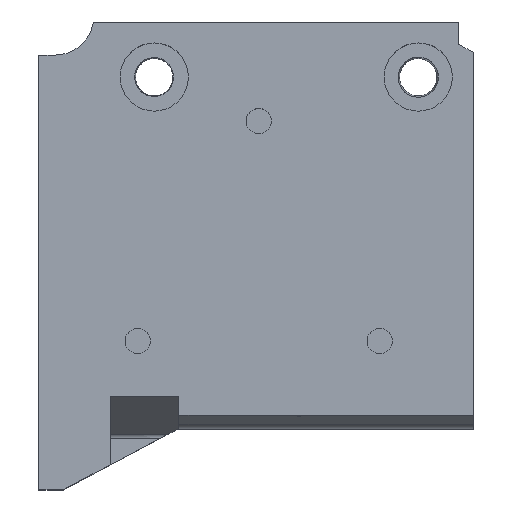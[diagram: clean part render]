
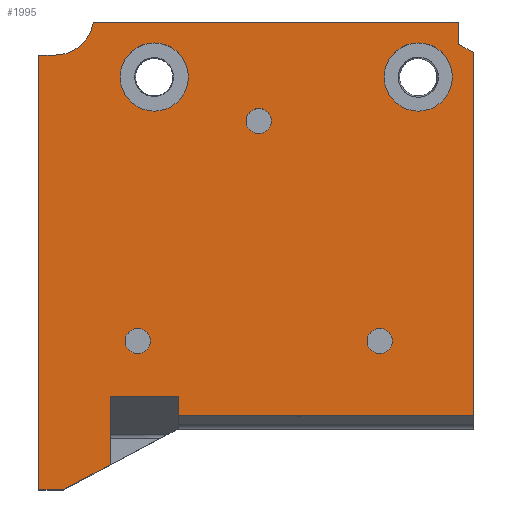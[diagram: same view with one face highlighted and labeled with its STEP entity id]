
A CAD part, top view. The second image highlights one B-rep face of the part: STEP entity #1995.
In plain terms, the highlighted planar face has unit normal (0, 0, 1).
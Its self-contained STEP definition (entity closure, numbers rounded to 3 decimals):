
#69=FACE_BOUND('',#414,.T.);
#70=FACE_BOUND('',#415,.T.);
#71=FACE_BOUND('',#416,.T.);
#72=FACE_BOUND('',#417,.T.);
#73=FACE_BOUND('',#418,.T.);
#89=CIRCLE('',#2140,1.15);
#91=CIRCLE('',#2144,1.15);
#93=CIRCLE('',#2148,1.15);
#95=CIRCLE('',#2153,3.5);
#96=CIRCLE('',#2154,3.1);
#97=CIRCLE('',#2155,3.1);
#98=CIRCLE('',#2156,3.1);
#99=CIRCLE('',#2157,3.1);
#288=FACE_OUTER_BOUND('',#413,.T.);
#413=EDGE_LOOP('',(#1385,#1386,#1387,#1388,#1389,#1390,#1391,#1392,#1393,
#1394,#1395,#1396,#1397,#1398));
#414=EDGE_LOOP('',(#1399));
#415=EDGE_LOOP('',(#1400));
#416=EDGE_LOOP('',(#1401));
#417=EDGE_LOOP('',(#1402,#1403));
#418=EDGE_LOOP('',(#1404,#1405));
#560=LINE('',#2951,#680);
#566=LINE('',#2980,#686);
#570=LINE('',#2990,#690);
#571=LINE('',#2992,#691);
#572=LINE('',#2994,#692);
#573=LINE('',#2996,#693);
#574=LINE('',#2998,#694);
#575=LINE('',#3000,#695);
#576=LINE('',#3002,#696);
#577=LINE('',#3004,#697);
#578=LINE('',#3005,#698);
#579=LINE('',#3007,#699);
#580=LINE('',#3008,#700);
#680=VECTOR('',#2349,1000.);
#686=VECTOR('',#2383,1000.);
#690=VECTOR('',#2391,1000.);
#691=VECTOR('',#2392,1000.);
#692=VECTOR('',#2393,1000.);
#693=VECTOR('',#2394,1000.);
#694=VECTOR('',#2395,1000.);
#695=VECTOR('',#2396,10.);
#696=VECTOR('',#2397,10.);
#697=VECTOR('',#2398,1000.);
#698=VECTOR('',#2399,1000.);
#699=VECTOR('',#2400,1000.);
#700=VECTOR('',#2401,1000.);
#834=VERTEX_POINT('',#2948);
#835=VERTEX_POINT('',#2950);
#837=VERTEX_POINT('',#2957);
#839=VERTEX_POINT('',#2964);
#841=VERTEX_POINT('',#2971);
#843=VERTEX_POINT('',#2978);
#844=VERTEX_POINT('',#2979);
#847=VERTEX_POINT('',#2987);
#848=VERTEX_POINT('',#2989);
#849=VERTEX_POINT('',#2991);
#850=VERTEX_POINT('',#2993);
#851=VERTEX_POINT('',#2995);
#852=VERTEX_POINT('',#2997);
#853=VERTEX_POINT('',#2999);
#854=VERTEX_POINT('',#3001);
#855=VERTEX_POINT('',#3003);
#856=VERTEX_POINT('',#3006);
#857=VERTEX_POINT('',#3009);
#858=VERTEX_POINT('',#3010);
#859=VERTEX_POINT('',#3013);
#860=VERTEX_POINT('',#3014);
#1039=EDGE_CURVE('',#835,#834,#560,.T.);
#1043=EDGE_CURVE('',#837,#837,#89,.T.);
#1046=EDGE_CURVE('',#839,#839,#91,.T.);
#1049=EDGE_CURVE('',#841,#841,#93,.T.);
#1052=EDGE_CURVE('',#843,#844,#566,.T.);
#1056=EDGE_CURVE('',#844,#847,#95,.T.);
#1057=EDGE_CURVE('',#847,#848,#570,.T.);
#1058=EDGE_CURVE('',#848,#849,#571,.T.);
#1059=EDGE_CURVE('',#849,#850,#572,.T.);
#1060=EDGE_CURVE('',#850,#851,#573,.T.);
#1061=EDGE_CURVE('',#851,#852,#574,.T.);
#1062=EDGE_CURVE('',#853,#852,#575,.T.);
#1063=EDGE_CURVE('',#854,#853,#576,.T.);
#1064=EDGE_CURVE('',#854,#855,#577,.T.);
#1065=EDGE_CURVE('',#855,#835,#578,.T.);
#1066=EDGE_CURVE('',#834,#856,#579,.T.);
#1067=EDGE_CURVE('',#856,#843,#580,.T.);
#1068=EDGE_CURVE('',#857,#858,#96,.T.);
#1069=EDGE_CURVE('',#858,#857,#97,.T.);
#1070=EDGE_CURVE('',#859,#860,#98,.T.);
#1071=EDGE_CURVE('',#860,#859,#99,.T.);
#1385=ORIENTED_EDGE('',*,*,#1052,.T.);
#1386=ORIENTED_EDGE('',*,*,#1056,.T.);
#1387=ORIENTED_EDGE('',*,*,#1057,.T.);
#1388=ORIENTED_EDGE('',*,*,#1058,.T.);
#1389=ORIENTED_EDGE('',*,*,#1059,.T.);
#1390=ORIENTED_EDGE('',*,*,#1060,.T.);
#1391=ORIENTED_EDGE('',*,*,#1061,.T.);
#1392=ORIENTED_EDGE('',*,*,#1062,.F.);
#1393=ORIENTED_EDGE('',*,*,#1063,.F.);
#1394=ORIENTED_EDGE('',*,*,#1064,.T.);
#1395=ORIENTED_EDGE('',*,*,#1065,.T.);
#1396=ORIENTED_EDGE('',*,*,#1039,.T.);
#1397=ORIENTED_EDGE('',*,*,#1066,.T.);
#1398=ORIENTED_EDGE('',*,*,#1067,.T.);
#1399=ORIENTED_EDGE('',*,*,#1043,.T.);
#1400=ORIENTED_EDGE('',*,*,#1046,.T.);
#1401=ORIENTED_EDGE('',*,*,#1049,.T.);
#1402=ORIENTED_EDGE('',*,*,#1068,.T.);
#1403=ORIENTED_EDGE('',*,*,#1069,.T.);
#1404=ORIENTED_EDGE('',*,*,#1070,.T.);
#1405=ORIENTED_EDGE('',*,*,#1071,.T.);
#1938=PLANE('',#2152);
#1995=ADVANCED_FACE('',(#288,#69,#70,#71,#72,#73),#1938,.T.);
#2140=AXIS2_PLACEMENT_3D('',#2958,#2356,#2357);
#2144=AXIS2_PLACEMENT_3D('',#2965,#2365,#2366);
#2148=AXIS2_PLACEMENT_3D('',#2972,#2374,#2375);
#2152=AXIS2_PLACEMENT_3D('',#2986,#2387,#2388);
#2153=AXIS2_PLACEMENT_3D('',#2988,#2389,#2390);
#2154=AXIS2_PLACEMENT_3D('',#3011,#2402,#2403);
#2155=AXIS2_PLACEMENT_3D('',#3012,#2404,#2405);
#2156=AXIS2_PLACEMENT_3D('',#3015,#2406,#2407);
#2157=AXIS2_PLACEMENT_3D('',#3016,#2408,#2409);
#2349=DIRECTION('',(0.,1.,0.));
#2356=DIRECTION('center_axis',(0.,0.,-1.));
#2357=DIRECTION('ref_axis',(1.,0.,0.));
#2365=DIRECTION('center_axis',(0.,0.,-1.));
#2366=DIRECTION('ref_axis',(1.,0.,0.));
#2374=DIRECTION('center_axis',(0.,0.,-1.));
#2375=DIRECTION('ref_axis',(1.,0.,0.));
#2383=DIRECTION('',(-1.,0.,0.));
#2387=DIRECTION('center_axis',(0.,0.,1.));
#2388=DIRECTION('ref_axis',(0.,-1.,0.));
#2389=DIRECTION('center_axis',(0.,0.,-1.));
#2390=DIRECTION('ref_axis',(1.,0.,0.));
#2391=DIRECTION('',(-1.,0.,0.));
#2392=DIRECTION('',(0.,-1.,0.));
#2393=DIRECTION('',(1.,0.,0.));
#2394=DIRECTION('',(0.883,0.469,0.));
#2395=DIRECTION('',(0.,1.,0.));
#2396=DIRECTION('',(-1.,0.,0.));
#2397=DIRECTION('',(-1.,0.,0.));
#2398=DIRECTION('',(0.,-1.,0.));
#2399=DIRECTION('',(1.,0.,0.));
#2400=DIRECTION('',(-0.866,0.5,0.));
#2401=DIRECTION('',(0.,1.,0.));
#2402=DIRECTION('center_axis',(0.,0.,-1.));
#2403=DIRECTION('ref_axis',(1.,0.,0.));
#2404=DIRECTION('center_axis',(0.,0.,-1.));
#2405=DIRECTION('ref_axis',(1.,0.,0.));
#2406=DIRECTION('center_axis',(0.,0.,-1.));
#2407=DIRECTION('ref_axis',(1.,0.,0.));
#2408=DIRECTION('center_axis',(0.,0.,-1.));
#2409=DIRECTION('ref_axis',(1.,0.,0.));
#2948=CARTESIAN_POINT('',(17.,-44.768,23.));
#2950=CARTESIAN_POINT('',(17.,-77.731,23.));
#2951=CARTESIAN_POINT('',(17.,-77.731,23.));
#2957=CARTESIAN_POINT('',(-3.65,-51.,23.));
#2958=CARTESIAN_POINT('Origin',(-2.5,-51.,23.));
#2964=CARTESIAN_POINT('',(7.35,-71.,23.));
#2965=CARTESIAN_POINT('Origin',(8.5,-71.,23.));
#2971=CARTESIAN_POINT('',(-14.65,-71.,23.));
#2972=CARTESIAN_POINT('Origin',(-13.5,-71.,23.));
#2978=CARTESIAN_POINT('',(15.67,-42.,23.));
#2979=CARTESIAN_POINT('',(-17.536,-42.,23.));
#2980=CARTESIAN_POINT('',(37.5,-42.,23.));
#2986=CARTESIAN_POINT('Origin',(37.5,-77.731,23.));
#2987=CARTESIAN_POINT('',(-21.,-45.,23.));
#2988=CARTESIAN_POINT('Origin',(-21.,-41.5,23.));
#2989=CARTESIAN_POINT('',(-22.5,-45.,23.));
#2990=CARTESIAN_POINT('',(-22.5,-45.,23.));
#2991=CARTESIAN_POINT('',(-22.5,-84.5,23.));
#2992=CARTESIAN_POINT('',(-22.5,-77.731,23.));
#2993=CARTESIAN_POINT('',(-20.24,-84.5,23.));
#2994=CARTESIAN_POINT('',(37.5,-84.5,23.));
#2995=CARTESIAN_POINT('',(-16.,-82.245,23.));
#2996=CARTESIAN_POINT('',(-20.24,-84.5,23.));
#2997=CARTESIAN_POINT('',(-16.,-76.,23.));
#2998=CARTESIAN_POINT('',(-16.,-77.731,23.));
#2999=CARTESIAN_POINT('',(-14.985,-76.,23.));
#3000=CARTESIAN_POINT('',(-9.75,-76.,23.));
#3001=CARTESIAN_POINT('',(-9.75,-76.,23.));
#3002=CARTESIAN_POINT('',(-7.672,-76.,23.));
#3003=CARTESIAN_POINT('',(-9.75,-77.731,23.));
#3004=CARTESIAN_POINT('',(-9.75,-77.731,23.));
#3005=CARTESIAN_POINT('',(37.5,-77.731,23.));
#3006=CARTESIAN_POINT('',(15.67,-44.,23.));
#3007=CARTESIAN_POINT('',(15.67,-44.,23.));
#3008=CARTESIAN_POINT('',(15.67,-77.731,23.));
#3009=CARTESIAN_POINT('',(15.1,-47.,23.));
#3010=CARTESIAN_POINT('',(8.9,-47.,23.));
#3011=CARTESIAN_POINT('Origin',(12.,-47.,23.));
#3012=CARTESIAN_POINT('Origin',(12.,-47.,23.));
#3013=CARTESIAN_POINT('',(-8.9,-47.,23.));
#3014=CARTESIAN_POINT('',(-15.1,-47.,23.));
#3015=CARTESIAN_POINT('Origin',(-12.,-47.,23.));
#3016=CARTESIAN_POINT('Origin',(-12.,-47.,23.));
